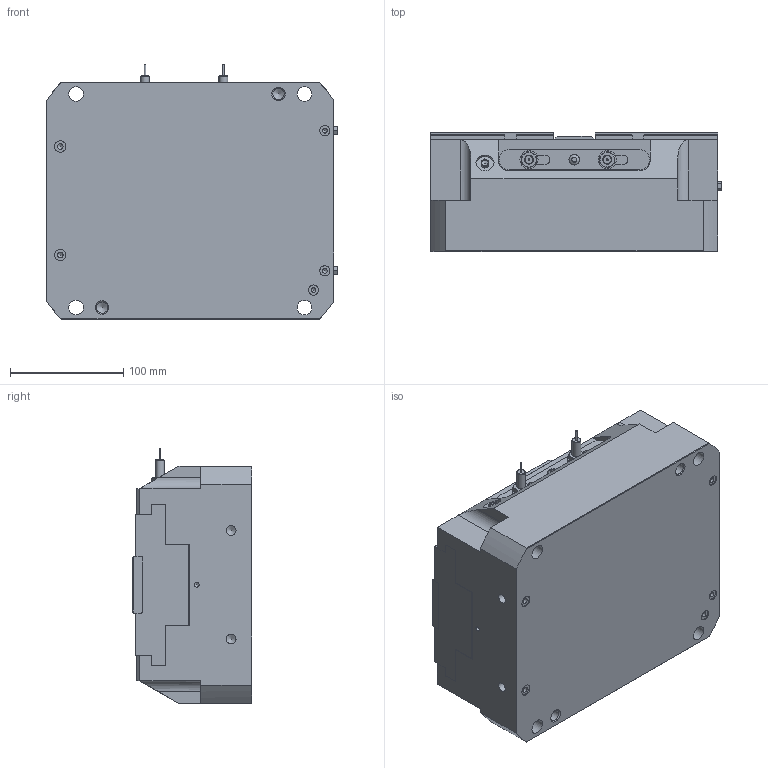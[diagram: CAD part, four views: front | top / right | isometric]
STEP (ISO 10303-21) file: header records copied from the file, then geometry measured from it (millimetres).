
FILE_DESCRIPTION((''),'2;1');
FILE_NAME('CFB 250 C1 ID.stp','2017-05-09T10:44:54',('BOLOGNESE'),(''),'Autodesk Inventor 2010','Autodesk Inventor 2010','');
FILE_SCHEMA(('AUTOMOTIVE_DESIGN { 1 0 10303 214 1 1 1 1 }'));
Length unit declared in the file: millimetre
Products named in the file (10): CFB 250 C1 ID; Corpo; Griffa; Piastrina; Mascherina; Tassello; Proximity m8; Rondella; Dado M8; VTB M5
Assembly tree (14 placements, depth 2):
  CFB 250 C1 ID
    Corpo
    Griffa  x2
    Piastrina
    Mascherina
    Tassello  x2
    Proximity m8  x2
    Rondella  x2
    Dado M8  x2
    VTB M5
Bounding box: 257 x 105.3 x 225.5 mm (x, y, z)
Volume: 4966055.5 mm3; surface area: 381438.9 mm2
Topology: 14 solids, 14 shells, 706 faces, 1718 edges, 1091 vertices
Faces by surface type: plane 329, bspline 168, cylinder 112, cone 97
Full cylindrical faces by diameter (mm): 1.5 x2, 4.2 x6, 5 x3, 5.3 x1, 8 x2, 8.4 x2, 8.5 x28, 8.566 x2, 9 x3, 9.5 x1, 10 x4, 12 x1, 13 x4, 16 x3
Entity records: 14118 total; most frequent: CARTESIAN_POINT 3919, DIRECTION 1956, ORIENTED_EDGE 1866, EDGE_CURVE 933, AXIS2_PLACEMENT_3D 719, EDGE_LOOP 700, VERTEX_POINT 637, VECTOR 518
